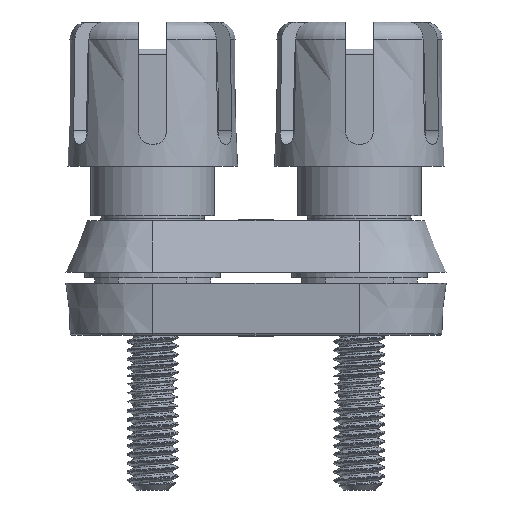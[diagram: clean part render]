
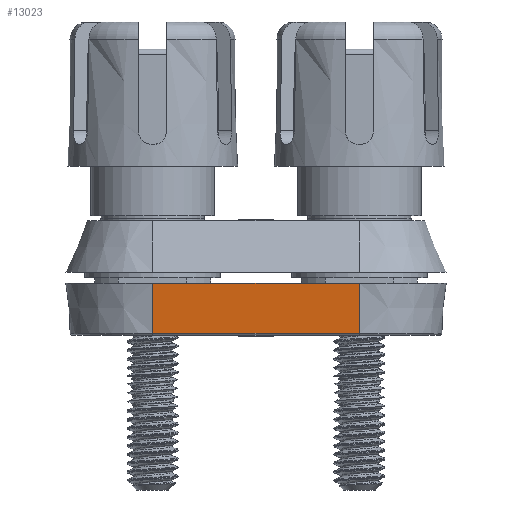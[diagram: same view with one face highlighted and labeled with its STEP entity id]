
A CAD part, front view. The second image highlights one B-rep face of the part: STEP entity #13023.
In plain terms, the highlighted planar face has unit normal (0, -0.996, -0.087).
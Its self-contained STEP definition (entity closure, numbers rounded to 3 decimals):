
#662=FACE_OUTER_BOUND('',#1365,.T.);
#1365=EDGE_LOOP('',(#8950,#8951,#8952,#8953));
#2983=LINE('',#35447,#3997);
#2985=LINE('',#35451,#3999);
#2986=LINE('',#35453,#4000);
#2987=LINE('',#35454,#4001);
#3997=VECTOR('',#15002,10.);
#3999=VECTOR('',#15006,10.);
#4000=VECTOR('',#15007,10.);
#4001=VECTOR('',#15008,10.);
#5150=VERTEX_POINT('',#35426);
#5157=VERTEX_POINT('',#35442);
#5158=VERTEX_POINT('',#35450);
#5159=VERTEX_POINT('',#35452);
#6597=EDGE_CURVE('',#5150,#5157,#2983,.T.);
#6599=EDGE_CURVE('',#5158,#5150,#2985,.T.);
#6600=EDGE_CURVE('',#5158,#5159,#2986,.T.);
#6601=EDGE_CURVE('',#5159,#5157,#2987,.T.);
#8950=ORIENTED_EDGE('',*,*,#6597,.F.);
#8951=ORIENTED_EDGE('',*,*,#6599,.F.);
#8952=ORIENTED_EDGE('',*,*,#6600,.T.);
#8953=ORIENTED_EDGE('',*,*,#6601,.T.);
#11858=PLANE('',#13761);
#13023=ADVANCED_FACE('',(#662),#11858,.T.);
#13761=AXIS2_PLACEMENT_3D('',#35449,#15004,#15005);
#15002=DIRECTION('',(-1.,0.,0.));
#15004=DIRECTION('center_axis',(0.,-0.996,
-0.087));
#15005=DIRECTION('ref_axis',(-1.,0.,0.));
#15006=DIRECTION('',(0.,0.087,-0.996));
#15007=DIRECTION('',(-1.,0.,0.));
#15008=DIRECTION('',(0.,0.087,-0.996));
#35426=CARTESIAN_POINT('',(9.525,-7.596,-5.617));
#35442=CARTESIAN_POINT('',(-9.525,-7.596,-5.617));
#35447=CARTESIAN_POINT('',(-4.763,-7.596,-5.617));
#35449=CARTESIAN_POINT('Origin',(-9.525,-8.,-1.));
#35450=CARTESIAN_POINT('',(9.525,-8.,-1.));
#35451=CARTESIAN_POINT('',(9.525,-8.,-1.));
#35452=CARTESIAN_POINT('',(-9.525,-8.,-1.));
#35453=CARTESIAN_POINT('',(9.525,-8.,-1.));
#35454=CARTESIAN_POINT('',(-9.525,-8.,-1.));
